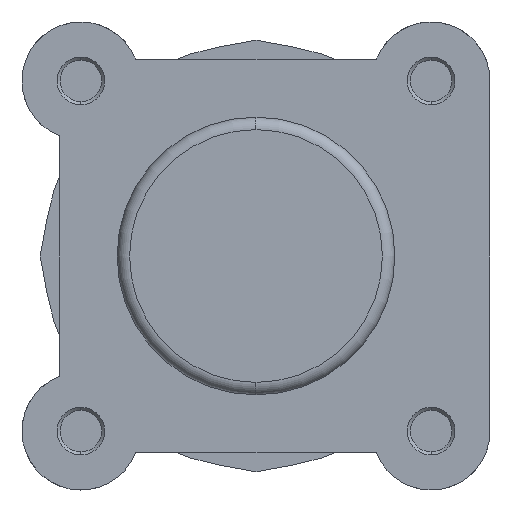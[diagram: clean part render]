
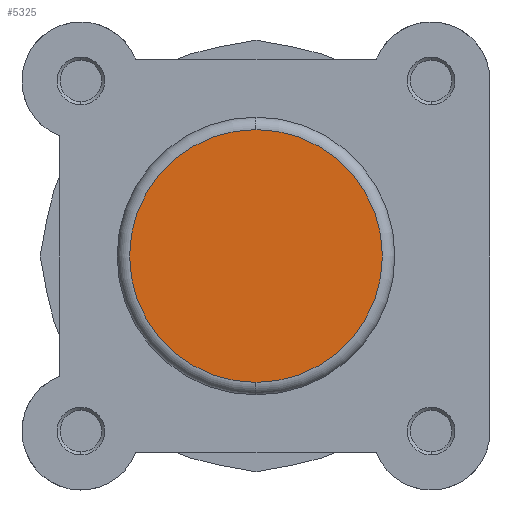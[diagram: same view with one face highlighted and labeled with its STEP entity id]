
A CAD part, left-side view. The second image highlights one B-rep face of the part: STEP entity #5325.
In plain terms, the highlighted planar face has unit normal (-1, 0, 0).
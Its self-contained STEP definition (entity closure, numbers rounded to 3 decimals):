
#178 = ORIENTED_EDGE ( 'NONE', *, *, #4951, .T. ) ;
#179 = ORIENTED_EDGE ( 'NONE', *, *, #5006, .T. ) ;
#637 = VERTEX_POINT ( 'NONE', #904 ) ;
#638 = VERTEX_POINT ( 'NONE', #905 ) ;
#904 = CARTESIAN_POINT ( 'NONE',  ( 0., 0., 20.4 ) ) ;
#905 = CARTESIAN_POINT ( 'NONE',  ( 0., 0., -20.4 ) ) ;
#1910 = CIRCLE ( 'NONE', #5448, 20.4 ) ;
#1986 = CIRCLE ( 'NONE', #5478, 20.4 ) ;
#3111 = EDGE_LOOP ( 'NONE', ( #179, #178 ) ) ;
#3261 = CARTESIAN_POINT ( 'NONE',  ( 0., 0., 0. ) ) ;
#3262 = DIRECTION ( 'NONE',  ( -1., 0., 0. ) ) ;
#3263 = DIRECTION ( 'NONE',  ( 0., 0., -1. ) ) ;
#3397 = CARTESIAN_POINT ( 'NONE',  ( 0., 0., 0. ) ) ;
#3404 = DIRECTION ( 'NONE',  ( -1., 0., 0. ) ) ;
#3405 = DIRECTION ( 'NONE',  ( 0., 0., -1. ) ) ;
#4510 = CARTESIAN_POINT ( 'NONE',  ( 0., 0., 0. ) ) ;
#4511 = PLANE ( 'NONE',  #5787 ) ;
#4513 = DIRECTION ( 'NONE',  ( 1., 0., 0. ) ) ;
#4514 = DIRECTION ( 'NONE',  ( 0., 0., -1. ) ) ;
#4664 = FACE_OUTER_BOUND ( 'NONE', #3111, .T. ) ;
#4951 = EDGE_CURVE ( 'NONE', #637, #638, #1910, .T. ) ;
#5006 = EDGE_CURVE ( 'NONE', #638, #637, #1986, .T. ) ;
#5325 = ADVANCED_FACE ( 'NONE', ( #4664 ), #4511, .F. ) ;
#5448 = AXIS2_PLACEMENT_3D ( 'NONE', #3261, #3262, #3263 ) ;
#5478 = AXIS2_PLACEMENT_3D ( 'NONE', #3397, #3404, #3405 ) ;
#5787 = AXIS2_PLACEMENT_3D ( 'NONE', #4510, #4513, #4514 ) ;
